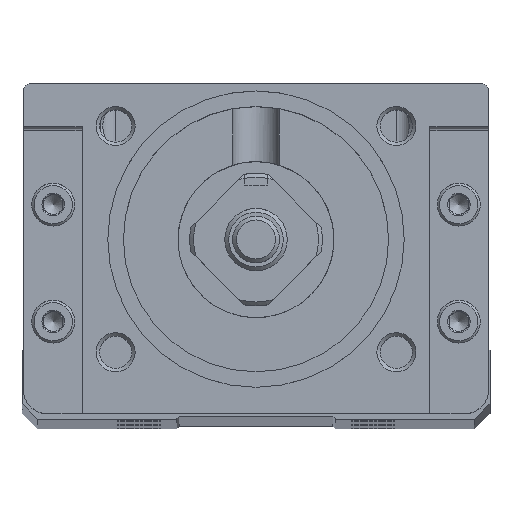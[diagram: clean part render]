
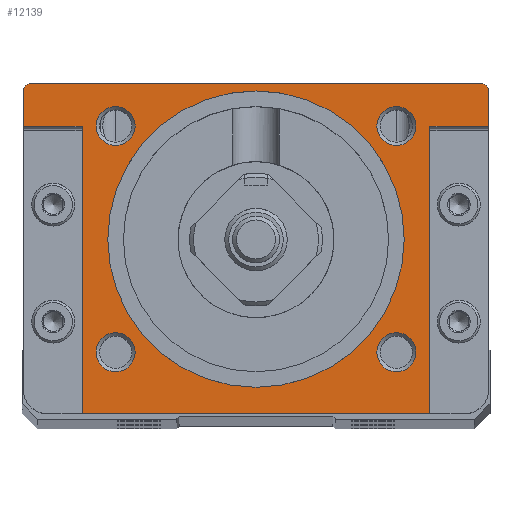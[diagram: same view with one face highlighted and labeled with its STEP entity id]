
A CAD part, top view. The second image highlights one B-rep face of the part: STEP entity #12139.
In plain terms, the highlighted face is planar.
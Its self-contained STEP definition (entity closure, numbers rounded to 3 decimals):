
#380=PLANE('',#13004);
#605=CIRCLE('',#12505,1.);
#609=CIRCLE('',#12513,1.);
#794=CIRCLE('',#13003,19.);
#795=CIRCLE('',#13005,2.5);
#796=CIRCLE('',#13006,2.5);
#797=CIRCLE('',#13007,2.5);
#798=CIRCLE('',#13008,2.5);
#2584=ORIENTED_EDGE('',*,*,#3796,.T.);
#2585=ORIENTED_EDGE('',*,*,#3792,.T.);
#2586=ORIENTED_EDGE('',*,*,#3787,.T.);
#2587=ORIENTED_EDGE('',*,*,#4081,.F.);
#2588=ORIENTED_EDGE('',*,*,#4077,.F.);
#2589=ORIENTED_EDGE('',*,*,#3582,.T.);
#2590=ORIENTED_EDGE('',*,*,#4068,.T.);
#2591=ORIENTED_EDGE('',*,*,#4072,.T.);
#2592=ORIENTED_EDGE('',*,*,#3781,.T.);
#2593=ORIENTED_EDGE('',*,*,#3778,.T.);
#2594=ORIENTED_EDGE('',*,*,#4263,.T.);
#2595=ORIENTED_EDGE('',*,*,#4264,.T.);
#2596=ORIENTED_EDGE('',*,*,#4265,.T.);
#2597=ORIENTED_EDGE('',*,*,#4266,.T.);
#2598=ORIENTED_EDGE('',*,*,#4262,.T.);
#3582=EDGE_CURVE('',#4806,#4807,#5625,.T.);
#3778=EDGE_CURVE('',#4938,#4939,#605,.F.);
#3781=EDGE_CURVE('',#4940,#4938,#5769,.T.);
#3787=EDGE_CURVE('',#4944,#4945,#5773,.T.);
#3792=EDGE_CURVE('',#4948,#4944,#609,.F.);
#3796=EDGE_CURVE('',#4939,#4948,#5778,.T.);
#4068=EDGE_CURVE('',#4807,#5131,#5936,.T.);
#4072=EDGE_CURVE('',#5131,#4940,#5939,.T.);
#4077=EDGE_CURVE('',#4806,#5136,#5942,.T.);
#4081=EDGE_CURVE('',#5136,#4945,#5945,.T.);
#4262=EDGE_CURVE('',#5270,#5270,#794,.T.);
#4263=EDGE_CURVE('',#5271,#5271,#795,.T.);
#4264=EDGE_CURVE('',#5272,#5272,#796,.T.);
#4265=EDGE_CURVE('',#5273,#5273,#797,.T.);
#4266=EDGE_CURVE('',#5274,#5274,#798,.T.);
#4806=VERTEX_POINT('',#16483);
#4807=VERTEX_POINT('',#16484);
#4938=VERTEX_POINT('',#16857);
#4939=VERTEX_POINT('',#16858);
#4940=VERTEX_POINT('',#16863);
#4944=VERTEX_POINT('',#16875);
#4945=VERTEX_POINT('',#16876);
#4948=VERTEX_POINT('',#16885);
#5131=VERTEX_POINT('',#17624);
#5136=VERTEX_POINT('',#17642);
#5270=VERTEX_POINT('',#18126);
#5271=VERTEX_POINT('',#18129);
#5272=VERTEX_POINT('',#18131);
#5273=VERTEX_POINT('',#18133);
#5274=VERTEX_POINT('',#18135);
#5625=LINE('',#16482,#6416);
#5769=LINE('',#16862,#6560);
#5773=LINE('',#16874,#6564);
#5778=LINE('',#16892,#6569);
#5936=LINE('',#17623,#6727);
#5939=LINE('',#17631,#6730);
#5942=LINE('',#17641,#6733);
#5945=LINE('',#17649,#6736);
#6416=VECTOR('',#13444,1000.);
#6560=VECTOR('',#13792,1000.);
#6564=VECTOR('',#13804,1000.);
#6569=VECTOR('',#13821,1000.);
#6727=VECTOR('',#14405,1000.);
#6730=VECTOR('',#14412,1000.);
#6733=VECTOR('',#14425,1000.);
#6736=VECTOR('',#14432,1000.);
#7709=EDGE_LOOP('',(#2584,#2585,#2586,#2587,#2588,#2589,#2590,#2591,#2592,
#2593));
#7710=EDGE_LOOP('',(#2594));
#7711=EDGE_LOOP('',(#2595));
#7712=EDGE_LOOP('',(#2596));
#7713=EDGE_LOOP('',(#2597));
#7714=EDGE_LOOP('',(#2598));
#8541=FACE_BOUND('',#7709,.T.);
#8542=FACE_BOUND('',#7710,.T.);
#8543=FACE_BOUND('',#7711,.T.);
#8544=FACE_BOUND('',#7712,.T.);
#8545=FACE_BOUND('',#7713,.T.);
#8546=FACE_BOUND('',#7714,.T.);
#12139=ADVANCED_FACE('',(#8541,#8542,#8543,#8544,#8545,#8546),#380,.F.);
#12505=AXIS2_PLACEMENT_3D('',#16856,#13786,#13787);
#12513=AXIS2_PLACEMENT_3D('',#16884,#13812,#13813);
#13003=AXIS2_PLACEMENT_3D('',#18125,#15041,#15042);
#13004=AXIS2_PLACEMENT_3D('',#18127,#15043,#15044);
#13005=AXIS2_PLACEMENT_3D('',#18128,#15045,#15046);
#13006=AXIS2_PLACEMENT_3D('',#18130,#15047,#15048);
#13007=AXIS2_PLACEMENT_3D('',#18132,#15049,#15050);
#13008=AXIS2_PLACEMENT_3D('',#18134,#15051,#15052);
#13444=DIRECTION('',(0.,0.,1.));
#13786=DIRECTION('',(1.,0.,0.));
#13787=DIRECTION('',(0.,0.,-1.));
#13792=DIRECTION('',(0.,1.,0.));
#13804=DIRECTION('',(0.,-1.,0.));
#13812=DIRECTION('',(1.,0.,0.));
#13813=DIRECTION('',(0.,0.,-1.));
#13821=DIRECTION('',(0.,0.,-1.));
#14405=DIRECTION('',(0.,1.,0.));
#14412=DIRECTION('',(0.,0.,1.));
#14425=DIRECTION('',(0.,1.,0.));
#14432=DIRECTION('',(0.,0.,-1.));
#15041=DIRECTION('',(1.,0.,0.));
#15042=DIRECTION('',(0.,0.,-1.));
#15043=DIRECTION('',(1.,0.,0.));
#15044=DIRECTION('',(0.,0.,-1.));
#15045=DIRECTION('',(1.,0.,0.));
#15046=DIRECTION('',(0.,0.,-1.));
#15047=DIRECTION('',(1.,0.,0.));
#15048=DIRECTION('',(0.,0.,-1.));
#15049=DIRECTION('',(1.,0.,0.));
#15050=DIRECTION('',(0.,0.,-1.));
#15051=DIRECTION('',(1.,0.,0.));
#15052=DIRECTION('',(0.,0.,-1.));
#16482=CARTESIAN_POINT('',(-58.,-22.3,26.8));
#16483=CARTESIAN_POINT('',(-58.,-22.3,-22.3));
#16484=CARTESIAN_POINT('',(-58.,-22.3,22.3));
#16856=CARTESIAN_POINT('',(-58.,19.,28.8));
#16857=CARTESIAN_POINT('',(-58.,19.,29.8));
#16858=CARTESIAN_POINT('',(-58.,20.,28.8));
#16862=CARTESIAN_POINT('',(-58.,19.,29.8));
#16863=CARTESIAN_POINT('',(-58.,14.5,29.8));
#16874=CARTESIAN_POINT('',(-58.,-19.3,-29.8));
#16875=CARTESIAN_POINT('',(-58.,19.,-29.8));
#16876=CARTESIAN_POINT('',(-58.,14.5,-29.8));
#16884=CARTESIAN_POINT('',(-58.,19.,-28.8));
#16885=CARTESIAN_POINT('',(-58.,20.,-28.8));
#16892=CARTESIAN_POINT('',(-58.,20.,-28.8));
#17623=CARTESIAN_POINT('',(-58.,14.,22.3));
#17624=CARTESIAN_POINT('',(-58.,14.5,22.3));
#17631=CARTESIAN_POINT('',(-58.,14.5,32.3));
#17641=CARTESIAN_POINT('',(-58.,14.,-22.3));
#17642=CARTESIAN_POINT('',(-58.,14.5,-22.3));
#17649=CARTESIAN_POINT('',(-58.,14.5,-32.3));
#18125=CARTESIAN_POINT('',(-58.,0.,0.));
#18126=CARTESIAN_POINT('',(-58.,0.,-19.));
#18127=CARTESIAN_POINT('',(-58.,19.,0.));
#18128=CARTESIAN_POINT('',(-58.,-14.5,-18.));
#18129=CARTESIAN_POINT('',(-58.,-14.5,-20.5));
#18130=CARTESIAN_POINT('',(-58.,14.5,-18.));
#18131=CARTESIAN_POINT('',(-58.,14.5,-20.5));
#18132=CARTESIAN_POINT('',(-58.,-14.5,18.));
#18133=CARTESIAN_POINT('',(-58.,-14.5,15.5));
#18134=CARTESIAN_POINT('',(-58.,14.5,18.));
#18135=CARTESIAN_POINT('',(-58.,14.5,15.5));
